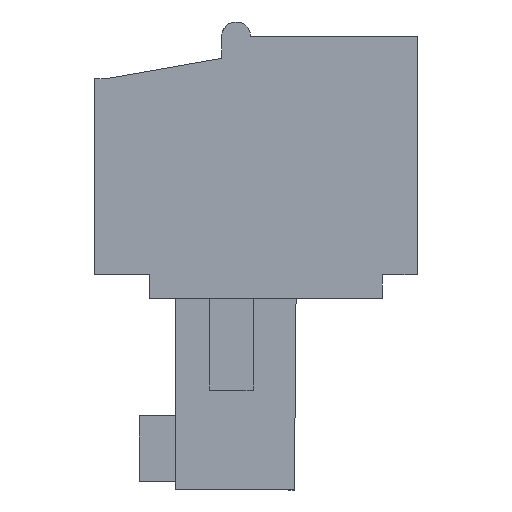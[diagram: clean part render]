
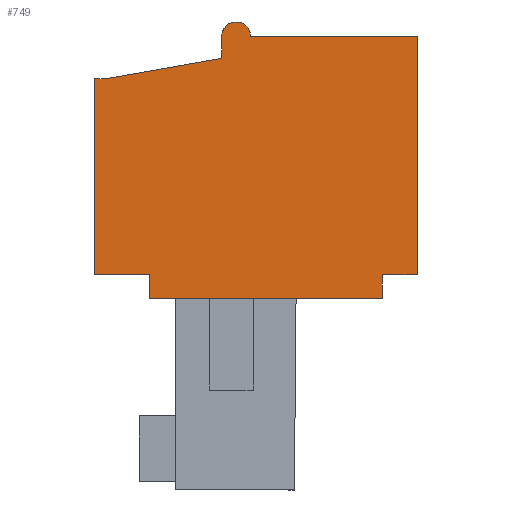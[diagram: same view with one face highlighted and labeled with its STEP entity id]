
A CAD part, left-side view. The second image highlights one B-rep face of the part: STEP entity #749.
In plain terms, the highlighted planar face has unit normal (-1, 0, 0).
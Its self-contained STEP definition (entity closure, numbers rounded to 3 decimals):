
#665=AXIS2_PLACEMENT_3D('Plane Axis2P3D',#662,#663,#664) ;
#683=AXIS2_PLACEMENT_3D('Circle Axis2P3D',#681,#682,$) ;
#40=CARTESIAN_POINT('Vertex',(0.,1.2,7.4)) ;
#45=CARTESIAN_POINT('Line Origine',(0.,1.2,7.)) ;
#49=CARTESIAN_POINT('Vertex',(0.,1.2,6.6)) ;
#565=CARTESIAN_POINT('Vertex',(0.,0.,7.4)) ;
#568=CARTESIAN_POINT('Line Origine',(0.,0.6,7.4)) ;
#662=CARTESIAN_POINT('Axis2P3D Location',(0.,0.,0.)) ;
#667=CARTESIAN_POINT('Line Origine',(0.,0.,11.5)) ;
#671=CARTESIAN_POINT('Vertex',(0.,0.,15.6)) ;
#674=CARTESIAN_POINT('Line Origine',(0.,2.865,15.6)) ;
#678=CARTESIAN_POINT('Vertex',(0.,5.73,15.6)) ;
#681=CARTESIAN_POINT('Axis2P3D Location',(0.,6.23,15.6)) ;
#685=CARTESIAN_POINT('Vertex',(0.,6.73,15.6)) ;
#688=CARTESIAN_POINT('Line Origine',(0.,6.73,15.225)) ;
#692=CARTESIAN_POINT('Vertex',(0.,6.73,14.85)) ;
#695=CARTESIAN_POINT('Line Origine',(0.,8.715,14.5)) ;
#699=CARTESIAN_POINT('Vertex',(0.,10.7,14.15)) ;
#702=CARTESIAN_POINT('Line Origine',(0.,10.9,14.15)) ;
#706=CARTESIAN_POINT('Vertex',(0.,11.1,14.15)) ;
#709=CARTESIAN_POINT('Line Origine',(0.,11.1,10.775)) ;
#713=CARTESIAN_POINT('Vertex',(0.,11.1,7.4)) ;
#716=CARTESIAN_POINT('Line Origine',(0.,10.15,7.4)) ;
#720=CARTESIAN_POINT('Vertex',(0.,9.2,7.4)) ;
#723=CARTESIAN_POINT('Line Origine',(0.,9.2,7.)) ;
#727=CARTESIAN_POINT('Vertex',(0.,9.2,6.6)) ;
#730=CARTESIAN_POINT('Line Origine',(0.,5.2,6.6)) ;
#46=DIRECTION('Vector Direction',(0.,0.,-1.)) ;
#569=DIRECTION('Vector Direction',(0.,1.,0.)) ;
#663=DIRECTION('Axis2P3D Direction',(-1.,0.,0.)) ;
#664=DIRECTION('Axis2P3D XDirection',(0.,0.,1.)) ;
#668=DIRECTION('Vector Direction',(0.,0.,-1.)) ;
#675=DIRECTION('Vector Direction',(0.,-1.,0.)) ;
#682=DIRECTION('Axis2P3D Direction',(-1.,0.,0.)) ;
#689=DIRECTION('Vector Direction',(0.,0.,1.)) ;
#696=DIRECTION('Vector Direction',(0.,-0.985,0.174)) ;
#703=DIRECTION('Vector Direction',(0.,-1.,0.)) ;
#710=DIRECTION('Vector Direction',(0.,0.,1.)) ;
#717=DIRECTION('Vector Direction',(0.,1.,0.)) ;
#724=DIRECTION('Vector Direction',(0.,0.,1.)) ;
#731=DIRECTION('Vector Direction',(0.,1.,0.)) ;
#47=VECTOR('Line Direction',#46,1.) ;
#570=VECTOR('Line Direction',#569,1.) ;
#669=VECTOR('Line Direction',#668,1.) ;
#676=VECTOR('Line Direction',#675,1.) ;
#690=VECTOR('Line Direction',#689,1.) ;
#697=VECTOR('Line Direction',#696,1.) ;
#704=VECTOR('Line Direction',#703,1.) ;
#711=VECTOR('Line Direction',#710,1.) ;
#718=VECTOR('Line Direction',#717,1.) ;
#725=VECTOR('Line Direction',#724,1.) ;
#732=VECTOR('Line Direction',#731,1.) ;
#736=ORIENTED_EDGE('',*,*,#673,.T.) ;
#737=ORIENTED_EDGE('',*,*,#680,.T.) ;
#738=ORIENTED_EDGE('',*,*,#687,.T.) ;
#739=ORIENTED_EDGE('',*,*,#694,.T.) ;
#740=ORIENTED_EDGE('',*,*,#701,.T.) ;
#741=ORIENTED_EDGE('',*,*,#708,.T.) ;
#742=ORIENTED_EDGE('',*,*,#715,.T.) ;
#743=ORIENTED_EDGE('',*,*,#722,.T.) ;
#744=ORIENTED_EDGE('',*,*,#729,.T.) ;
#745=ORIENTED_EDGE('',*,*,#734,.T.) ;
#746=ORIENTED_EDGE('',*,*,#51,.T.) ;
#747=ORIENTED_EDGE('',*,*,#572,.T.) ;
#749=ADVANCED_FACE('HOUSING',(#748),#666,.T.) ;
#684=CIRCLE('generated circle',#683,0.5) ;
#51=EDGE_CURVE('',#50,#41,#48,.F.) ;
#572=EDGE_CURVE('',#41,#566,#571,.F.) ;
#673=EDGE_CURVE('',#566,#672,#670,.F.) ;
#680=EDGE_CURVE('',#672,#679,#677,.F.) ;
#687=EDGE_CURVE('',#679,#686,#684,.T.) ;
#694=EDGE_CURVE('',#686,#693,#691,.F.) ;
#701=EDGE_CURVE('',#693,#700,#698,.F.) ;
#708=EDGE_CURVE('',#700,#707,#705,.F.) ;
#715=EDGE_CURVE('',#707,#714,#712,.F.) ;
#722=EDGE_CURVE('',#714,#721,#719,.F.) ;
#729=EDGE_CURVE('',#721,#728,#726,.F.) ;
#734=EDGE_CURVE('',#728,#50,#733,.F.) ;
#735=EDGE_LOOP('',(#736,#737,#738,#739,#740,#741,#742,#743,#744,#745,#746,#747)) ;
#748=FACE_OUTER_BOUND('',#735,.T.) ;
#48=LINE('Line',#45,#47) ;
#571=LINE('Line',#568,#570) ;
#670=LINE('Line',#667,#669) ;
#677=LINE('Line',#674,#676) ;
#691=LINE('Line',#688,#690) ;
#698=LINE('Line',#695,#697) ;
#705=LINE('Line',#702,#704) ;
#712=LINE('Line',#709,#711) ;
#719=LINE('Line',#716,#718) ;
#726=LINE('Line',#723,#725) ;
#733=LINE('Line',#730,#732) ;
#666=PLANE('',#665) ;
#41=VERTEX_POINT('',#40) ;
#50=VERTEX_POINT('',#49) ;
#566=VERTEX_POINT('',#565) ;
#672=VERTEX_POINT('',#671) ;
#679=VERTEX_POINT('',#678) ;
#686=VERTEX_POINT('',#685) ;
#693=VERTEX_POINT('',#692) ;
#700=VERTEX_POINT('',#699) ;
#707=VERTEX_POINT('',#706) ;
#714=VERTEX_POINT('',#713) ;
#721=VERTEX_POINT('',#720) ;
#728=VERTEX_POINT('',#727) ;
